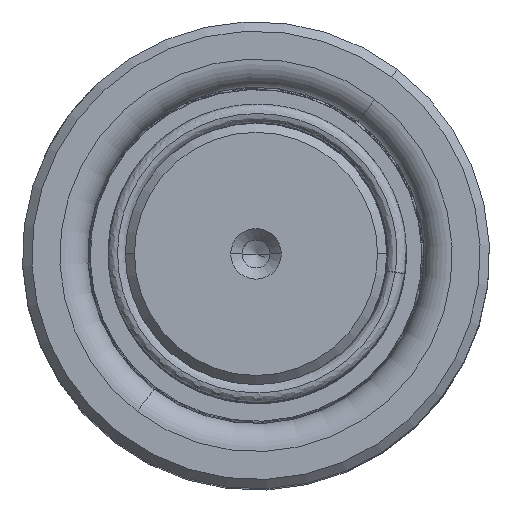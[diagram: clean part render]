
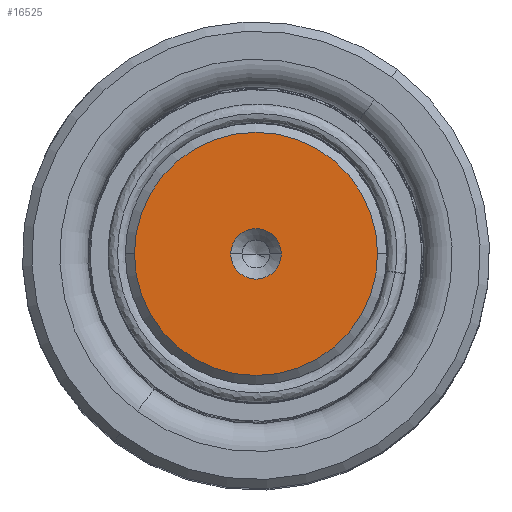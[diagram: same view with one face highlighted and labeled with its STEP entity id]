
A CAD part, top view. The second image highlights one B-rep face of the part: STEP entity #16525.
In plain terms, the highlighted planar face has unit normal (0, 0, 1).
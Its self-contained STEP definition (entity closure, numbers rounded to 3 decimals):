
#452 = ORIENTED_EDGE ( 'NONE', *, *, #26932, .F. ) ;
#1450 = AXIS2_PLACEMENT_3D ( 'NONE', #26528, #50939, #2151 ) ;
#2151 = DIRECTION ( 'NONE',  ( 1., 0., 0. ) ) ;
#2376 = EDGE_CURVE ( 'NONE', #40039, #44143, #51129, .T. ) ;
#2975 = AXIS2_PLACEMENT_3D ( 'NONE', #56136, #26183, #51629 ) ;
#3785 = VERTEX_POINT ( 'NONE', #16203 ) ;
#4428 = CARTESIAN_POINT ( 'NONE',  ( -2.7, 0., 170. ) ) ;
#8667 = DIRECTION ( 'NONE',  ( 1., 0., 0. ) ) ;
#9659 = EDGE_LOOP ( 'NONE', ( #13392, #452 ) ) ;
#13392 = ORIENTED_EDGE ( 'NONE', *, *, #39946, .F. ) ;
#13583 = CIRCLE ( 'NONE', #35506, 2.7 ) ;
#16203 = CARTESIAN_POINT ( 'NONE',  ( 2.7, 0., 170. ) ) ;
#16525 = ADVANCED_FACE ( 'NONE', ( #32321, #30014 ), #23622, .T. ) ;
#17992 = DIRECTION ( 'NONE',  ( 1., 0., 0. ) ) ;
#19414 = AXIS2_PLACEMENT_3D ( 'NONE', #51377, #22896, #17992 ) ;
#20280 = CIRCLE ( 'NONE', #19414, 2.7 ) ;
#21657 = DIRECTION ( 'NONE',  ( 1., 0., 0. ) ) ;
#22896 = DIRECTION ( 'NONE',  ( 0., 0., 1. ) ) ;
#23622 = PLANE ( 'NONE',  #57050 ) ;
#26183 = DIRECTION ( 'NONE',  ( 0., 0., 1. ) ) ;
#26201 = ORIENTED_EDGE ( 'NONE', *, *, #2376, .T. ) ;
#26528 = CARTESIAN_POINT ( 'NONE',  ( 0., 0., 170. ) ) ;
#26932 = EDGE_CURVE ( 'NONE', #60064, #3785, #13583, .T. ) ;
#30014 = FACE_OUTER_BOUND ( 'NONE', #52954, .T. ) ;
#32321 = FACE_BOUND ( 'NONE', #9659, .T. ) ;
#32777 = ORIENTED_EDGE ( 'NONE', *, *, #34556, .T. ) ;
#34556 = EDGE_CURVE ( 'NONE', #44143, #40039, #52019, .T. ) ;
#35506 = AXIS2_PLACEMENT_3D ( 'NONE', #46911, #51000, #21657 ) ;
#38388 = DIRECTION ( 'NONE',  ( 0., 0., 1. ) ) ;
#39946 = EDGE_CURVE ( 'NONE', #3785, #60064, #20280, .T. ) ;
#40039 = VERTEX_POINT ( 'NONE', #40322 ) ;
#40322 = CARTESIAN_POINT ( 'NONE',  ( 13.012, 0., 170. ) ) ;
#43529 = CARTESIAN_POINT ( 'NONE',  ( 0., 0., 170. ) ) ;
#44143 = VERTEX_POINT ( 'NONE', #52053 ) ;
#46911 = CARTESIAN_POINT ( 'NONE',  ( 0., 0., 170. ) ) ;
#50939 = DIRECTION ( 'NONE',  ( 0., 0., 1. ) ) ;
#51000 = DIRECTION ( 'NONE',  ( 0., 0., 1. ) ) ;
#51129 = CIRCLE ( 'NONE', #1450, 13.012 ) ;
#51377 = CARTESIAN_POINT ( 'NONE',  ( 0., 0., 170. ) ) ;
#51629 = DIRECTION ( 'NONE',  ( 1., 0., 0. ) ) ;
#52019 = CIRCLE ( 'NONE', #2975, 13.012 ) ;
#52053 = CARTESIAN_POINT ( 'NONE',  ( -13.012, 0., 170. ) ) ;
#52954 = EDGE_LOOP ( 'NONE', ( #32777, #26201 ) ) ;
#56136 = CARTESIAN_POINT ( 'NONE',  ( 0., 0., 170. ) ) ;
#57050 = AXIS2_PLACEMENT_3D ( 'NONE', #43529, #38388, #8667 ) ;
#60064 = VERTEX_POINT ( 'NONE', #4428 ) ;
